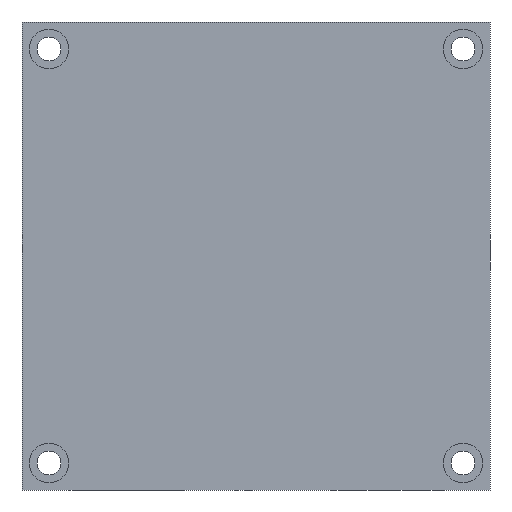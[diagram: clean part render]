
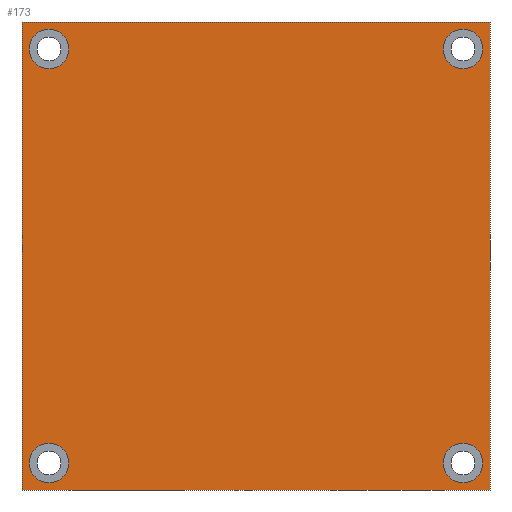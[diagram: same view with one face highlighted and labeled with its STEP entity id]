
A CAD part, front view. The second image highlights one B-rep face of the part: STEP entity #173.
In plain terms, the highlighted planar face has unit normal (0, -1, 0).
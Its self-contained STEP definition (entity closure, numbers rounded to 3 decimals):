
#173 = ADVANCED_FACE( '', ( #401, #402, #403, #404, #405 ), #406, .F. );
#401 = FACE_BOUND( '', #637, .T. );
#402 = FACE_BOUND( '', #638, .T. );
#403 = FACE_OUTER_BOUND( '', #639, .T. );
#404 = FACE_BOUND( '', #640, .T. );
#405 = FACE_BOUND( '', #641, .T. );
#406 = PLANE( '', #642 );
#637 = EDGE_LOOP( '', ( #973 ) );
#638 = EDGE_LOOP( '', ( #974 ) );
#639 = EDGE_LOOP( '', ( #975, #976, #977, #978 ) );
#640 = EDGE_LOOP( '', ( #979 ) );
#641 = EDGE_LOOP( '', ( #980 ) );
#642 = AXIS2_PLACEMENT_3D( '', #981, #982, #983 );
#973 = ORIENTED_EDGE( '', *, *, #1143, .F. );
#974 = ORIENTED_EDGE( '', *, *, #1123, .F. );
#975 = ORIENTED_EDGE( '', *, *, #1085, .T. );
#976 = ORIENTED_EDGE( '', *, *, #1103, .F. );
#977 = ORIENTED_EDGE( '', *, *, #1034, .F. );
#978 = ORIENTED_EDGE( '', *, *, #1144, .T. );
#979 = ORIENTED_EDGE( '', *, *, #1105, .F. );
#980 = ORIENTED_EDGE( '', *, *, #1095, .F. );
#981 = CARTESIAN_POINT( '', ( -65., 0., 130. ) );
#982 = DIRECTION( '', ( 0., 1., 0. ) );
#983 = DIRECTION( '', ( 0., 0., 1. ) );
#1034 = EDGE_CURVE( '', #1161, #1163, #1164, .T. );
#1085 = EDGE_CURVE( '', #1242, #1246, #1248, .T. );
#1095 = EDGE_CURVE( '', #1263, #1263, #1264, .T. );
#1103 = EDGE_CURVE( '', #1163, #1246, #1275, .T. );
#1105 = EDGE_CURVE( '', #1277, #1277, #1278, .T. );
#1123 = EDGE_CURVE( '', #1304, #1304, #1305, .T. );
#1143 = EDGE_CURVE( '', #1329, #1329, #1330, .T. );
#1144 = EDGE_CURVE( '', #1161, #1242, #1331, .T. );
#1161 = VERTEX_POINT( '', #1348 );
#1163 = VERTEX_POINT( '', #1351 );
#1164 = LINE( '', #1352, #1353 );
#1242 = VERTEX_POINT( '', #1494 );
#1246 = VERTEX_POINT( '', #1500 );
#1248 = LINE( '', #1503, #1504 );
#1263 = VERTEX_POINT( '', #1519 );
#1264 = CIRCLE( '', #1520, 5.5 );
#1275 = LINE( '', #1532, #1533 );
#1277 = VERTEX_POINT( '', #1535 );
#1278 = CIRCLE( '', #1536, 5.5 );
#1304 = VERTEX_POINT( '', #1562 );
#1305 = CIRCLE( '', #1563, 5.5 );
#1329 = VERTEX_POINT( '', #1588 );
#1330 = CIRCLE( '', #1589, 5.5 );
#1331 = LINE( '', #1590, #1591 );
#1348 = CARTESIAN_POINT( '', ( -65., 0., 130. ) );
#1351 = CARTESIAN_POINT( '', ( 65., 0., 130. ) );
#1352 = CARTESIAN_POINT( '', ( -65., 0., 130. ) );
#1353 = VECTOR( '', #1609, 1000. );
#1494 = CARTESIAN_POINT( '', ( -65., 0., 0. ) );
#1500 = CARTESIAN_POINT( '', ( 65., 0., 0. ) );
#1503 = CARTESIAN_POINT( '', ( -65., 0., 0. ) );
#1504 = VECTOR( '', #1696, 1000. );
#1519 = CARTESIAN_POINT( '', ( -57.5, 0., 117. ) );
#1520 = AXIS2_PLACEMENT_3D( '', #1712, #1713, #1714 );
#1532 = CARTESIAN_POINT( '', ( 65., 0., 130. ) );
#1533 = VECTOR( '', #1725, 1000. );
#1535 = CARTESIAN_POINT( '', ( -57.5, 0., 2. ) );
#1536 = AXIS2_PLACEMENT_3D( '', #1726, #1727, #1728 );
#1562 = CARTESIAN_POINT( '', ( 57.5, 0., 2. ) );
#1563 = AXIS2_PLACEMENT_3D( '', #1753, #1754, #1755 );
#1588 = CARTESIAN_POINT( '', ( 57.5, 0., 117. ) );
#1589 = AXIS2_PLACEMENT_3D( '', #1772, #1773, #1774 );
#1590 = CARTESIAN_POINT( '', ( -65., 0., 130. ) );
#1591 = VECTOR( '', #1775, 1000. );
#1609 = DIRECTION( '', ( 1., 0., 0. ) );
#1696 = DIRECTION( '', ( 1., 0., 0. ) );
#1712 = CARTESIAN_POINT( '', ( -57.5, 0., 122.5 ) );
#1713 = DIRECTION( '', ( 0., -1., 0. ) );
#1714 = DIRECTION( '', ( 0., 0., -1. ) );
#1725 = DIRECTION( '', ( 0., 0., -1. ) );
#1726 = CARTESIAN_POINT( '', ( -57.5, 0., 7.5 ) );
#1727 = DIRECTION( '', ( 0., -1., 0. ) );
#1728 = DIRECTION( '', ( 0., 0., -1. ) );
#1753 = CARTESIAN_POINT( '', ( 57.5, 0., 7.5 ) );
#1754 = DIRECTION( '', ( 0., -1., 0. ) );
#1755 = DIRECTION( '', ( 0., 0., -1. ) );
#1772 = CARTESIAN_POINT( '', ( 57.5, 0., 122.5 ) );
#1773 = DIRECTION( '', ( 0., -1., 0. ) );
#1774 = DIRECTION( '', ( 0., 0., -1. ) );
#1775 = DIRECTION( '', ( 0., 0., -1. ) );
